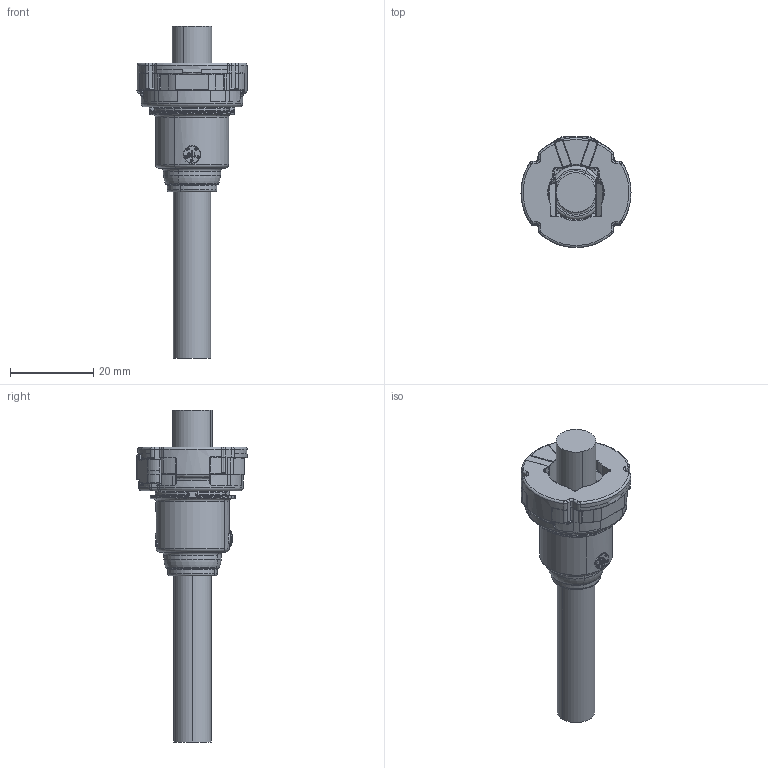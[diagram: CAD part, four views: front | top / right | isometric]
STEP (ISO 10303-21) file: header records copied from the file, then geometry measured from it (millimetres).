
FILE_DESCRIPTION(('CATIA V5 STEP','CAx-IF Rec.Pracs.--- Model Styling and Organization---1.4--- 2014-01-23'),'2;1');
FILE_NAME('Download-SV241N_GKU_3-8_Zoll_NW6_unheated.stp','2019-07-18T11:30:22+00:00',('none'),('none'),'CATIA Version 5-6 Release 2016 SP3 HF59','CATIA V5 STEP AP214 Edition 3','none');
FILE_SCHEMA(('AUTOMOTIVE_DESIGN { 1 0 10303 214 3 1 1 1 }'));
Products named in the file (1): Download-SV241N_GKU_3-8_Zoll_NW6_unheated
Bounding box: 26.5 x 26.73 x 79.95 mm (x, y, z)
Volume: 13908.7 mm3; surface area: 8451.8 mm2
Topology: 4 solids, 6 shells, 1646 faces, 4296 edges, 2661 vertices
Faces by surface type: plane 679, cylinder 501, bspline 211, torus 206, extrusion 22, sphere 19, cone 8
Entity records: 64877 total; most frequent: CARTESIAN_POINT 28402, ORIENTED_EDGE 8516, DIRECTION 5723, EDGE_CURVE 4258, VERTEX_POINT 2659, VECTOR 2277, LINE 2255, AXIS2_PLACEMENT_3D 2216
